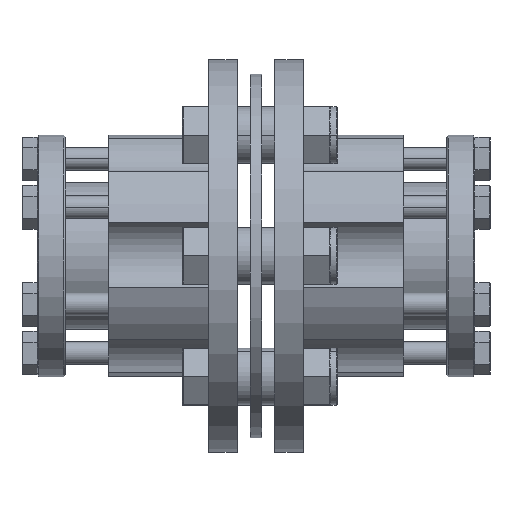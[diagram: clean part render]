
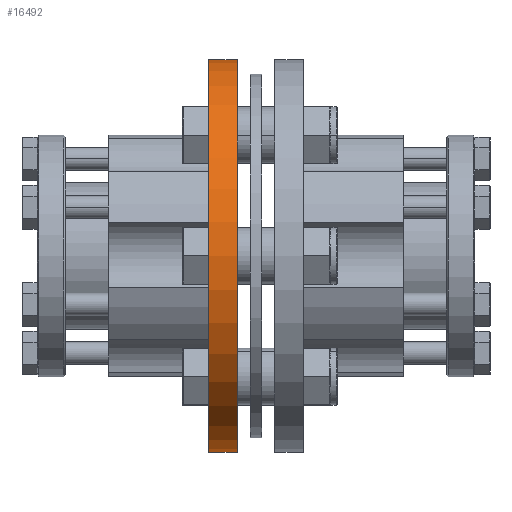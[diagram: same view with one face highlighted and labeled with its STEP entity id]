
A CAD part, top view. The second image highlights one B-rep face of the part: STEP entity #16492.
In plain terms, the highlighted cylindrical face has radius 52 mm (diameter 104 mm), a partial arc.
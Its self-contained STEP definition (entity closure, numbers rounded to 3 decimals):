
#304 = CARTESIAN_POINT ( 'NONE',  ( -25., 52., 0. ) ) ;
#305 = CARTESIAN_POINT ( 'NONE',  ( -25., -52., 0. ) ) ;
#306 = CARTESIAN_POINT ( 'NONE',  ( -32.5, -52., 0. ) ) ;
#307 = CARTESIAN_POINT ( 'NONE',  ( -32.5, 52., 0. ) ) ;
#523 = DIRECTION ( 'NONE',  ( 0., 1., 0. ) ) ;
#527 = DIRECTION ( 'NONE',  ( 1., 0., 0. ) ) ;
#528 = CARTESIAN_POINT ( 'NONE',  ( -25., 0., 0. ) ) ;
#14219 = AXIS2_PLACEMENT_3D ( 'NONE', #14906, #14907, #14908 ) ;
#14221 = AXIS2_PLACEMENT_3D ( 'NONE', #14925, #14926, #14927 ) ;
#14906 = CARTESIAN_POINT ( 'NONE',  ( -25., 0., 0. ) ) ;
#14907 = DIRECTION ( 'NONE',  ( 1., 0., 0. ) ) ;
#14908 = DIRECTION ( 'NONE',  ( 0., 1., 0. ) ) ;
#14923 = CARTESIAN_POINT ( 'NONE',  ( -25., -52., 0. ) ) ;
#14924 = DIRECTION ( 'NONE',  ( 1., 0., 0. ) ) ;
#14925 = CARTESIAN_POINT ( 'NONE',  ( -32.5, 0., 0. ) ) ;
#14926 = DIRECTION ( 'NONE',  ( 1., 0., 0. ) ) ;
#14927 = DIRECTION ( 'NONE',  ( 0., 1., 0. ) ) ;
#14961 = CARTESIAN_POINT ( 'NONE',  ( -25., 52., 0. ) ) ;
#14962 = DIRECTION ( 'NONE',  ( 1., 0., 0. ) ) ;
#15215 = CIRCLE ( 'NONE', #14219, 52. ) ;
#15223 = LINE ( 'NONE', #14923, #15224 ) ;
#15224 = VECTOR ( 'NONE', #14924, 1000. ) ;
#15227 = CIRCLE ( 'NONE', #14221, 52. ) ;
#15246 = LINE ( 'NONE', #14961, #15247 ) ;
#15247 = VECTOR ( 'NONE', #14962, 1000. ) ;
#15635 = VERTEX_POINT ( 'NONE', #304 ) ;
#15636 = VERTEX_POINT ( 'NONE', #305 ) ;
#15637 = VERTEX_POINT ( 'NONE', #306 ) ;
#15638 = VERTEX_POINT ( 'NONE', #307 ) ;
#16212 = ORIENTED_EDGE ( 'NONE', *, *, #22167, .T. ) ;
#16213 = ORIENTED_EDGE ( 'NONE', *, *, #22166, .T. ) ;
#16214 = ORIENTED_EDGE ( 'NONE', *, *, #22159, .F. ) ;
#16215 = ORIENTED_EDGE ( 'NONE', *, *, #22181, .F. ) ;
#16492 = ADVANCED_FACE ( 'NONE', ( #22826 ), #22835, .T. ) ;
#20381 = EDGE_LOOP ( 'NONE', ( #16212, #16213, #16214, #16215 ) ) ;
#22159 = EDGE_CURVE ( 'NONE', #15635, #15636, #15215, .T. ) ;
#22166 = EDGE_CURVE ( 'NONE', #15637, #15636, #15223, .T. ) ;
#22167 = EDGE_CURVE ( 'NONE', #15638, #15637, #15227, .T. ) ;
#22181 = EDGE_CURVE ( 'NONE', #15638, #15635, #15246, .T. ) ;
#22235 = AXIS2_PLACEMENT_3D ( 'NONE', #528, #527, #523 ) ;
#22826 = FACE_OUTER_BOUND ( 'NONE', #20381, .T. ) ;
#22835 = CYLINDRICAL_SURFACE ( 'NONE', #22235, 52. ) ;
